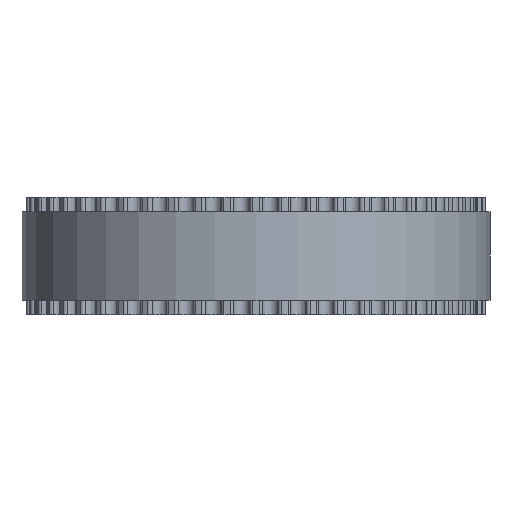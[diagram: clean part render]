
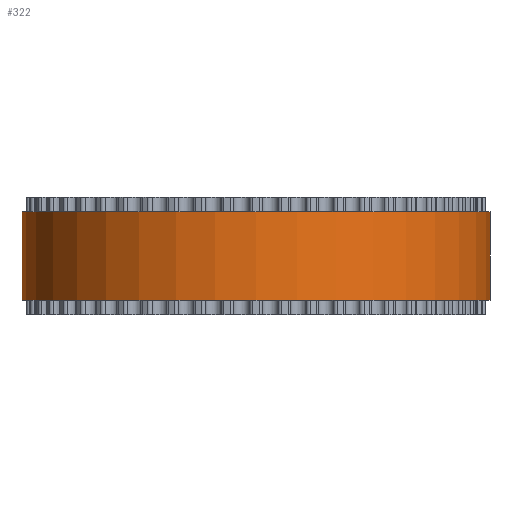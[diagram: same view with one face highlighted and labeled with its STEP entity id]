
A CAD part, front view. The second image highlights one B-rep face of the part: STEP entity #322.
In plain terms, the highlighted cylindrical face has radius 15.915 mm (diameter 31.831 mm), a full revolution.
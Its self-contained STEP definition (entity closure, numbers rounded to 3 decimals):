
#97=FACE_BOUND('',#928,.T.);
#98=FACE_BOUND('',#929,.T.);
#322=ADVANCED_FACE('',(#97,#98),#523,.T.);
#523=CYLINDRICAL_SURFACE('',#4543,15.915);
#928=EDGE_LOOP('',(#2530));
#929=EDGE_LOOP('',(#2531));
#2530=ORIENTED_EDGE('',*,*,#3534,.T.);
#2531=ORIENTED_EDGE('',*,*,#3535,.T.);
#2932=VERTEX_POINT('',#7160);
#2933=VERTEX_POINT('',#7162);
#3534=EDGE_CURVE('',#2932,#2932,#3936,.T.);
#3535=EDGE_CURVE('',#2933,#2933,#3937,.T.);
#3936=CIRCLE('',#4541,15.915);
#3937=CIRCLE('',#4542,15.915);
#4541=AXIS2_PLACEMENT_3D('',#7159,#5950,#5951);
#4542=AXIS2_PLACEMENT_3D('',#7161,#5952,#5953);
#4543=AXIS2_PLACEMENT_3D('',#7163,#5954,#5955);
#5950=DIRECTION('',(0.,0.,1.));
#5951=DIRECTION('',(1.,0.,0.));
#5952=DIRECTION('',(0.,0.,-1.));
#5953=DIRECTION('',(1.,0.,0.));
#5954=DIRECTION('',(0.,0.,1.));
#5955=DIRECTION('',(1.,0.,0.));
#7159=CARTESIAN_POINT('',(0.,0.,1.));
#7160=CARTESIAN_POINT('',(15.915,0.,1.));
#7161=CARTESIAN_POINT('',(0.,0.,7.));
#7162=CARTESIAN_POINT('',(15.915,0.,7.));
#7163=CARTESIAN_POINT('',(0.,0.,1.));
